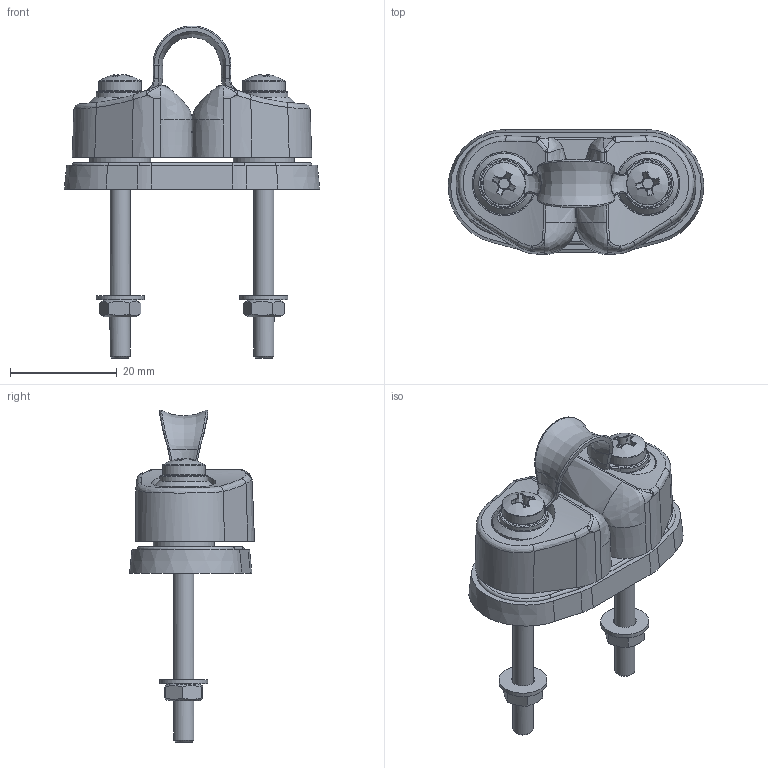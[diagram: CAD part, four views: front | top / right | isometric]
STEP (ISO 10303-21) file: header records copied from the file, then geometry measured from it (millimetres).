
FILE_DESCRIPTION(/* description */ (''),/* implementation_level */ '2;1');
FILE_NAME(/* name */ '502.011.stp',/* time_stamp */ '2021-02-12T10:21:02+01:00',/* author */ ('lucade'),/* organization */ (''),/* preprocessor_version */ 'ST-DEVELOPER v18.1',/* originating_system */ 'Autodesk Inventor 2021',/* authorisation */ '');
FILE_SCHEMA (('AUTOMOTIVE_DESIGN { 1 0 10303 214 3 1 1 }'));
Length unit declared in the file: millimetre
Products named in the file (1): Parte1
Bounding box: 47.98 x 23.47 x 62.35 mm (x, y, z)
Volume: 14964.4 mm3; surface area: 9533.8 mm2
Topology: 1 solids, 1 shells, 277 faces, 706 edges, 439 vertices
Faces by surface type: bspline 84, plane 69, torus 50, cylinder 46, cone 26, sphere 2
Full cylindrical faces by diameter (mm): 3.8 x4, 3.85 x2, 4.1 x4, 4.2 x2, 4.3 x2, 8 x2, 9 x2, 11.5 x2, 12 x2
Entity records: 13165 total; most frequent: CARTESIAN_POINT 6991, ORIENTED_EDGE 1396, DIRECTION 1146, EDGE_CURVE 698, AXIS2_PLACEMENT_3D 498, VERTEX_POINT 439, EDGE_LOOP 300, CIRCLE 290
